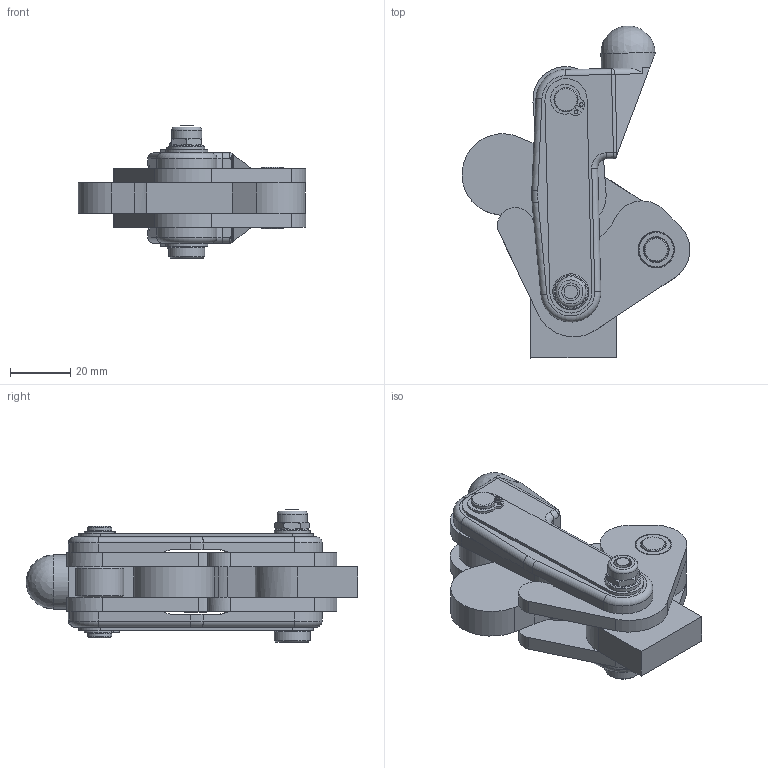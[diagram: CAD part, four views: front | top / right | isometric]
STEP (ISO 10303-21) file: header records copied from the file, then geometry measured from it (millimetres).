
FILE_DESCRIPTION(/* description */ (''),/* implementation_level */ '2;1');
FILE_NAME(/* name */ '613.stp',/* time_stamp */ '2024-02-19T09:40:50+01:00',/* author */ ('dusan.cotek'),/* organization */ (''),/* preprocessor_version */ 'ST-DEVELOPER v20',/* originating_system */ 'Autodesk Inventor 2024',/* authorisation */ '');
FILE_SCHEMA (('AUTOMOTIVE_DESIGN { 1 0 10303 214 3 1 1 }'));
Products named in the file (4): Sestava2; Part70; Součást10; Part17
Assembly tree (4 placements, depth 2):
  Sestava2
    Part70
    Součást10
    Part17  x2
Bounding box: 75.79 x 110.43 x 44 mm (x, y, z)
Volume: 87950.3 mm3; surface area: 32315.9 mm2
Topology: 4 solids, 14 shells, 2350 faces, 6638 edges, 4290 vertices
Faces by surface type: plane 1617, cylinder 655, cone 64, torus 9, sphere 5
Full cylindrical faces by diameter (mm): 1.2 x4, 6 x2, 6.4 x1, 7.6 x4, 8 x17, 10 x1, 11.4 x2, 12 x2, 12.1 x5, 16 x1, 18 x1
Entity records: 61796 total; most frequent: CARTESIAN_POINT 13936, ORIENTED_EDGE 11022, DIRECTION 9505, EDGE_CURVE 5511, VERTEX_POINT 3576, AXIS2_PLACEMENT_3D 3466, LINE 2573, VECTOR 2573
